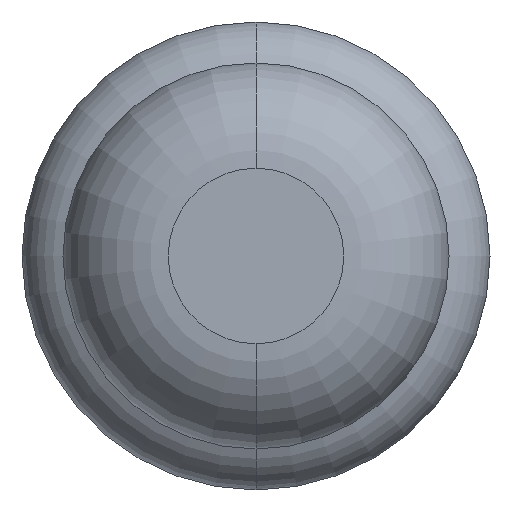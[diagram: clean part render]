
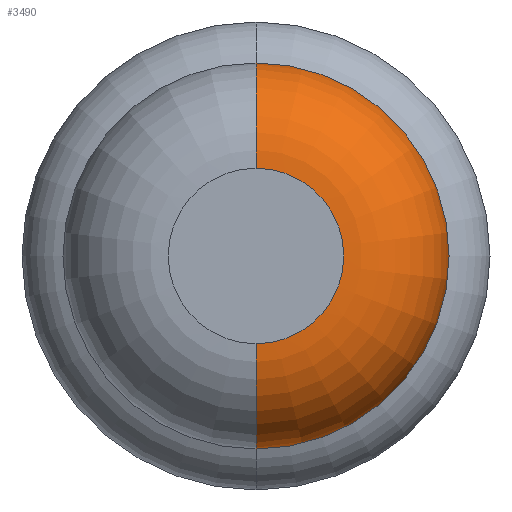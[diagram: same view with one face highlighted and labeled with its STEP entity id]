
A CAD part, front view. The second image highlights one B-rep face of the part: STEP entity #3490.
In plain terms, the highlighted toroidal (fillet/blend) face has major radius 0.375 mm and minor radius 0.45 mm.
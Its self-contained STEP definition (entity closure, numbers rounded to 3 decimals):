
#31 = VERTEX_POINT ( 'NONE', #920 ) ;
#46 = TOROIDAL_SURFACE ( 'NONE', #3117, 0.375, 0.45 ) ;
#94 = AXIS2_PLACEMENT_3D ( 'NONE', #1309, #418, #3801 ) ;
#186 = AXIS2_PLACEMENT_3D ( 'NONE', #2119, #600, #303 ) ;
#208 = ORIENTED_EDGE ( 'NONE', *, *, #2786, .F. ) ;
#259 = ORIENTED_EDGE ( 'NONE', *, *, #3246, .T. ) ;
#264 = CIRCLE ( 'NONE', #186, 0.825 ) ;
#303 = DIRECTION ( 'NONE',  ( 0., 0., 1. ) ) ;
#379 = FACE_OUTER_BOUND ( 'NONE', #1849, .T. ) ;
#410 = DIRECTION ( 'NONE',  ( 0., 1., 0. ) ) ;
#418 = DIRECTION ( 'NONE',  ( 1., 0., 0. ) ) ;
#600 = DIRECTION ( 'NONE',  ( 0., 1., 0. ) ) ;
#682 = AXIS2_PLACEMENT_3D ( 'NONE', #1627, #1296, #2875 ) ;
#920 = CARTESIAN_POINT ( 'NONE',  ( 0., -26.95, 0.825 ) ) ;
#1128 = ORIENTED_EDGE ( 'NONE', *, *, #1833, .F. ) ;
#1296 = DIRECTION ( 'NONE',  ( -1., 0., 0. ) ) ;
#1309 = CARTESIAN_POINT ( 'NONE',  ( 0., -26.95, -0.375 ) ) ;
#1329 = DIRECTION ( 'NONE',  ( 0., 0., 1. ) ) ;
#1627 = CARTESIAN_POINT ( 'NONE',  ( 0., -26.95, 0.375 ) ) ;
#1833 = EDGE_CURVE ( 'Defeature ausgef�hrt1_9+Defeature ausgef�hrt1_8+Defeature ausgef�hrt1_8+Defeature ausgef�hrt1_8', #31, #2826, #264, .T. ) ;
#1849 = EDGE_LOOP ( 'NONE', ( #259, #2392, #1128, #208 ) ) ;
#1903 = CARTESIAN_POINT ( 'NONE',  ( 0., -26.95, 0. ) ) ;
#2119 = CARTESIAN_POINT ( 'NONE',  ( 0., -26.95, 0. ) ) ;
#2194 = VERTEX_POINT ( 'NONE', #2608 ) ;
#2238 = CARTESIAN_POINT ( 'NONE',  ( 0., -26.95, -0.825 ) ) ;
#2390 = CARTESIAN_POINT ( 'NONE',  ( 0., -27.4, 0.375 ) ) ;
#2392 = ORIENTED_EDGE ( 'NONE', *, *, #3933, .T. ) ;
#2412 = CIRCLE ( 'NONE', #3944, 0.375 ) ;
#2608 = CARTESIAN_POINT ( 'NONE',  ( 0., -27.4, -0.375 ) ) ;
#2786 = EDGE_CURVE ( 'NONE', #3352, #31, #2988, .T. ) ;
#2826 = VERTEX_POINT ( 'NONE', #2238 ) ;
#2875 = DIRECTION ( 'NONE',  ( 0., 0., 1. ) ) ;
#2988 = CIRCLE ( 'NONE', #682, 0.45 ) ;
#3117 = AXIS2_PLACEMENT_3D ( 'NONE', #1903, #410, #1329 ) ;
#3246 = EDGE_CURVE ( 'Defeature ausgef�hrt1_8+Defeature ausgef�hrt1_7+Defeature ausgef�hrt1_7+Defeature ausgef�hrt1_7', #3352, #2194, #2412, .T. ) ;
#3352 = VERTEX_POINT ( 'NONE', #2390 ) ;
#3392 = CIRCLE ( 'NONE', #94, 0.45 ) ;
#3462 = DIRECTION ( 'NONE',  ( 0., 0., 1. ) ) ;
#3488 = DIRECTION ( 'NONE',  ( 0., 1., 0. ) ) ;
#3490 = ADVANCED_FACE ( 'Defeature ausgef�hrt1_8', ( #379 ), #46, .T. ) ;
#3757 = CARTESIAN_POINT ( 'NONE',  ( 0., -27.4, 0. ) ) ;
#3801 = DIRECTION ( 'NONE',  ( 0., 0., -1. ) ) ;
#3933 = EDGE_CURVE ( 'NONE', #2194, #2826, #3392, .T. ) ;
#3944 = AXIS2_PLACEMENT_3D ( 'NONE', #3757, #3488, #3462 ) ;
